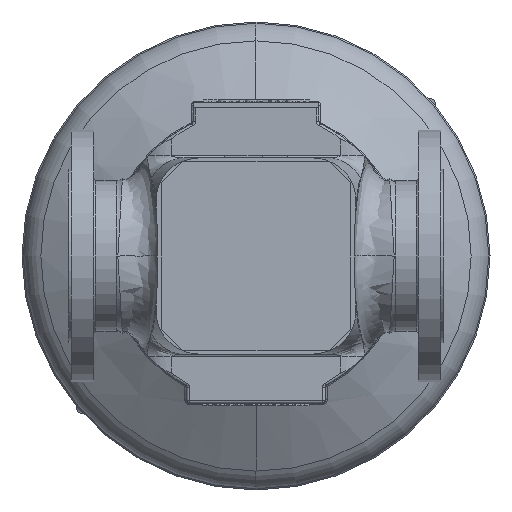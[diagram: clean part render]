
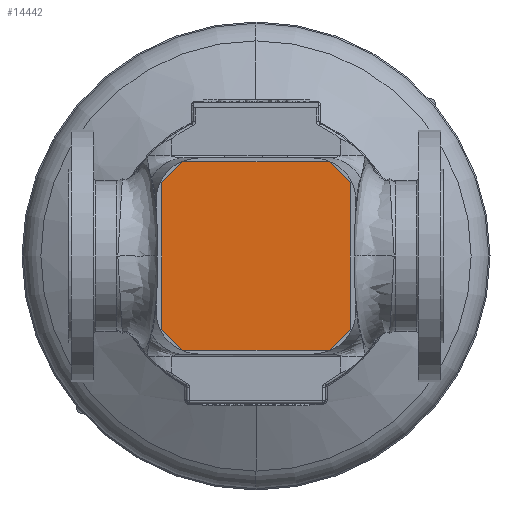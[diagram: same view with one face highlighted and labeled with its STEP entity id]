
A CAD part, front view. The second image highlights one B-rep face of the part: STEP entity #14442.
In plain terms, the highlighted planar face has unit normal (0, -1, 0).
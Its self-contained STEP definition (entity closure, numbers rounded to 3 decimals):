
#169 = CARTESIAN_POINT ( 'NONE',  ( 0., -88.5, 0. ) ) ;
#891 = AXIS2_PLACEMENT_3D ( 'NONE', #33258, #15305, #36228 ) ;
#1395 = AXIS2_PLACEMENT_3D ( 'NONE', #2952, #24031, #6003 ) ;
#2229 = LINE ( 'NONE', #11232, #33303 ) ;
#2952 = CARTESIAN_POINT ( 'NONE',  ( 0., -88.5, 0. ) ) ;
#3158 = EDGE_CURVE ( 'Defeature ausgef�hrt1_184+Defeature ausgef�hrt1_177+Defeature ausgef�hrt1_176+Defeature ausgef�hrt1_178', #34061, #33553, #4054, .T. ) ;
#3184 = DIRECTION ( 'NONE',  ( -1., 0., 0. ) ) ;
#3453 = VERTEX_POINT ( 'NONE', #20136 ) ;
#4054 = LINE ( 'NONE', #26756, #10205 ) ;
#4311 = EDGE_CURVE ( 'Defeature ausgef�hrt1_184+Defeature ausgef�hrt1_176+Defeature ausgef�hrt1_183+Defeature ausgef�hrt1_177', #9193, #34061, #12514, .T. ) ;
#4829 = EDGE_LOOP ( 'NONE', ( #35307, #14245, #6673, #33546, #38488, #7123, #31934, #25547 ) ) ;
#5270 = DIRECTION ( 'NONE',  ( 0., 0., -1. ) ) ;
#5558 = CARTESIAN_POINT ( 'NONE',  ( -58.31, -88.5, -75. ) ) ;
#5948 = DIRECTION ( 'NONE',  ( 0., -1., 0. ) ) ;
#6003 = DIRECTION ( 'NONE',  ( -1., 0., 0. ) ) ;
#6355 = EDGE_CURVE ( 'Defeature ausgef�hrt1_184+Defeature ausgef�hrt1_181+Defeature ausgef�hrt1_180+Defeature ausgef�hrt1_182', #18736, #35007, #16126, .T. ) ;
#6362 = CARTESIAN_POINT ( 'NONE',  ( 75., -88.5, -58.31 ) ) ;
#6460 = EDGE_CURVE ( 'Defeature ausgef�hrt1_184+Defeature ausgef�hrt1_179+Defeature ausgef�hrt1_178+Defeature ausgef�hrt1_180', #21876, #23673, #24046, .T. ) ;
#6673 = ORIENTED_EDGE ( 'NONE', *, *, #10468, .T. ) ;
#7123 = ORIENTED_EDGE ( 'NONE', *, *, #6355, .T. ) ;
#8047 = VECTOR ( 'NONE', #20392, 1000. ) ;
#8468 = CARTESIAN_POINT ( 'NONE',  ( -58.31, -88.5, 75. ) ) ;
#9193 = VERTEX_POINT ( 'NONE', #16179 ) ;
#10205 = VECTOR ( 'NONE', #29797, 1000. ) ;
#10468 = EDGE_CURVE ( 'Defeature ausgef�hrt1_184+Defeature ausgef�hrt1_178+Defeature ausgef�hrt1_177+Defeature ausgef�hrt1_179', #33553, #21876, #15155, .T. ) ;
#10694 = DIRECTION ( 'NONE',  ( 0., -1., 0. ) ) ;
#11232 = CARTESIAN_POINT ( 'NONE',  ( -75., -88.5, -58.31 ) ) ;
#12514 = CIRCLE ( 'NONE', #23428, 95. ) ;
#14245 = ORIENTED_EDGE ( 'NONE', *, *, #3158, .T. ) ;
#14279 = CARTESIAN_POINT ( 'NONE',  ( 58.31, -88.5, 75. ) ) ;
#14442 = ADVANCED_FACE ( 'Defeature ausgef�hrt1_184', ( #17827 ), #32941, .T. ) ;
#15155 = CIRCLE ( 'NONE', #891, 95. ) ;
#15305 = DIRECTION ( 'NONE',  ( 0., -1., 0. ) ) ;
#16126 = LINE ( 'NONE', #14279, #8047 ) ;
#16179 = CARTESIAN_POINT ( 'NONE',  ( -75., -88.5, -58.31 ) ) ;
#16468 = CARTESIAN_POINT ( 'NONE',  ( 75., -88.5, 58.31 ) ) ;
#17827 = FACE_OUTER_BOUND ( 'NONE', #4829, .T. ) ;
#18736 = VERTEX_POINT ( 'NONE', #37652 ) ;
#20136 = CARTESIAN_POINT ( 'NONE',  ( -75., -88.5, 58.31 ) ) ;
#20392 = DIRECTION ( 'NONE',  ( -1., 0., 0. ) ) ;
#20624 = AXIS2_PLACEMENT_3D ( 'NONE', #28654, #10694, #31712 ) ;
#21318 = DIRECTION ( 'NONE',  ( 0., -1., 0. ) ) ;
#21876 = VERTEX_POINT ( 'NONE', #38762 ) ;
#22365 = EDGE_CURVE ( 'Defeature ausgef�hrt1_184+Defeature ausgef�hrt1_183+Defeature ausgef�hrt1_182+Defeature ausgef�hrt1_176', #3453, #9193, #2229, .T. ) ;
#23299 = EDGE_CURVE ( 'Defeature ausgef�hrt1_184+Defeature ausgef�hrt1_182+Defeature ausgef�hrt1_181+Defeature ausgef�hrt1_183', #35007, #3453, #36512, .T. ) ;
#23428 = AXIS2_PLACEMENT_3D ( 'NONE', #23979, #5948, #26960 ) ;
#23673 = VERTEX_POINT ( 'NONE', #16468 ) ;
#23979 = CARTESIAN_POINT ( 'NONE',  ( 0., -88.5, 0. ) ) ;
#24031 = DIRECTION ( 'NONE',  ( 0., -1., 0. ) ) ;
#24046 = LINE ( 'NONE', #6362, #32033 ) ;
#24582 = CIRCLE ( 'NONE', #20624, 95. ) ;
#25547 = ORIENTED_EDGE ( 'NONE', *, *, #22365, .T. ) ;
#26756 = CARTESIAN_POINT ( 'NONE',  ( 58.31, -88.5, -75. ) ) ;
#26960 = DIRECTION ( 'NONE',  ( -1., 0., 0. ) ) ;
#28654 = CARTESIAN_POINT ( 'NONE',  ( 0., -88.5, 0. ) ) ;
#29396 = CARTESIAN_POINT ( 'NONE',  ( 58.31, -88.5, -75. ) ) ;
#29797 = DIRECTION ( 'NONE',  ( 1., 0., 0. ) ) ;
#31712 = DIRECTION ( 'NONE',  ( -1., 0., 0. ) ) ;
#31934 = ORIENTED_EDGE ( 'NONE', *, *, #23299, .T. ) ;
#32033 = VECTOR ( 'NONE', #33578, 1000. ) ;
#32941 = PLANE ( 'NONE',  #38922 ) ;
#33258 = CARTESIAN_POINT ( 'NONE',  ( 0., -88.5, 0. ) ) ;
#33303 = VECTOR ( 'NONE', #5270, 1000. ) ;
#33546 = ORIENTED_EDGE ( 'NONE', *, *, #6460, .T. ) ;
#33553 = VERTEX_POINT ( 'NONE', #29396 ) ;
#33578 = DIRECTION ( 'NONE',  ( 0., 0., 1. ) ) ;
#34061 = VERTEX_POINT ( 'NONE', #5558 ) ;
#35007 = VERTEX_POINT ( 'NONE', #8468 ) ;
#35307 = ORIENTED_EDGE ( 'NONE', *, *, #4311, .T. ) ;
#36228 = DIRECTION ( 'NONE',  ( -1., 0., 0. ) ) ;
#36512 = CIRCLE ( 'NONE', #1395, 95. ) ;
#36707 = EDGE_CURVE ( 'Defeature ausgef�hrt1_184+Defeature ausgef�hrt1_180+Defeature ausgef�hrt1_179+Defeature ausgef�hrt1_181', #23673, #18736, #24582, .T. ) ;
#37652 = CARTESIAN_POINT ( 'NONE',  ( 58.31, -88.5, 75. ) ) ;
#38488 = ORIENTED_EDGE ( 'NONE', *, *, #36707, .T. ) ;
#38762 = CARTESIAN_POINT ( 'NONE',  ( 75., -88.5, -58.31 ) ) ;
#38922 = AXIS2_PLACEMENT_3D ( 'NONE', #169, #21318, #3184 ) ;
